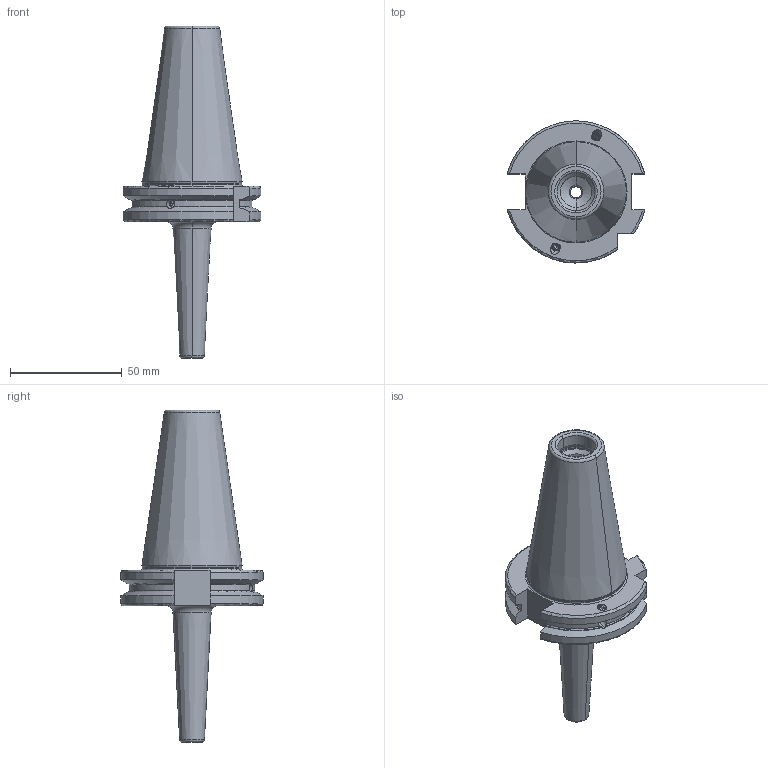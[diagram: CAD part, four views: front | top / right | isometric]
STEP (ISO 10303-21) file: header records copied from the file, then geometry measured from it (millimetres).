
FILE_DESCRIPTION((''),'2;1');
FILE_NAME('403_72_05','2020-06-10T',('104091'),(''),'CREO PARAMETRIC BY PTC INC, 2015290','CREO PARAMETRIC BY PTC INC, 2015290','');
FILE_SCHEMA(('CONFIG_CONTROL_DESIGN'));
Length unit declared in the file: millimetre
Products named in the file (1): 403_72_05
Bounding box: 61.48 x 63.54 x 148.4 mm (x, y, z)
Volume: 107283.7 mm3; surface area: 24614.8 mm2
Topology: 1 solids, 1 shells, 160 faces, 408 edges, 259 vertices
Faces by surface type: cone 44, cylinder 41, plane 41, torus 34
Entity records: 5423 total; most frequent: CARTESIAN_POINT 1561, DIRECTION 806, ORIENTED_EDGE 800, EDGE_CURVE 400, AXIS2_PLACEMENT_3D 322, VERTEX_POINT 247, EDGE_LOOP 171, VECTOR 162
